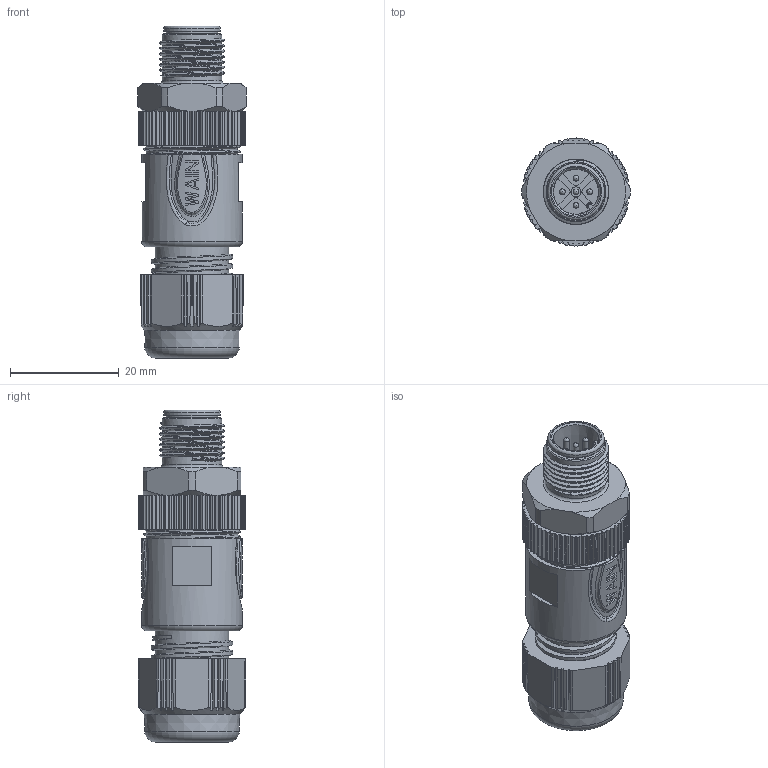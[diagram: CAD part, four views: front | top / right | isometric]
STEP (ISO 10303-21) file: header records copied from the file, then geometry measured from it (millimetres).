
FILE_DESCRIPTION(/* description */ (''),/* implementation_level */ '2;1');
FILE_NAME(/* name */ '3D_1630054113201_M12S-M05A-T-D6_V1.0_stp.stp',/* time_stamp */ '2024-01-30T13:54:08+08:00',/* author */ (''),/* organization */ (''),/* preprocessor_version */ 'ST-DEVELOPER v18.1',/* originating_system */ 'SIEMENS PLM Software NX 1980',/* authorisation */ '');
FILE_SCHEMA (('TECHNICAL_DATA_PACKAGING'));
Length unit declared in the file: millimetre
Products named in the file (1): 3D_1630054113201_M12S-M05A-T-D6_V1.0_stp
Bounding box: 20 x 19.8 x 61 mm (x, y, z)
Volume: 13457.7 mm3; surface area: 5903.1 mm2
Topology: 1 solids, 5 shells, 629 faces, 1788 edges, 1197 vertices
Faces by surface type: plane 326, cylinder 188, cone 65, bspline 25, torus 19, sphere 5, extrusion 1
Full cylindrical faces by diameter (mm): 1 x5, 8.45 x1, 9.5 x1, 9.6 x1, 10.4 x1, 11 x7, 13.5 x2, 18.5 x1
Entity records: 26960 total; most frequent: CARTESIAN_POINT 11560, ORIENTED_EDGE 3396, DIRECTION 2942, EDGE_CURVE 1698, VERTEX_POINT 1153, AXIS2_PLACEMENT_3D 1066, VECTOR 810, LINE 809
